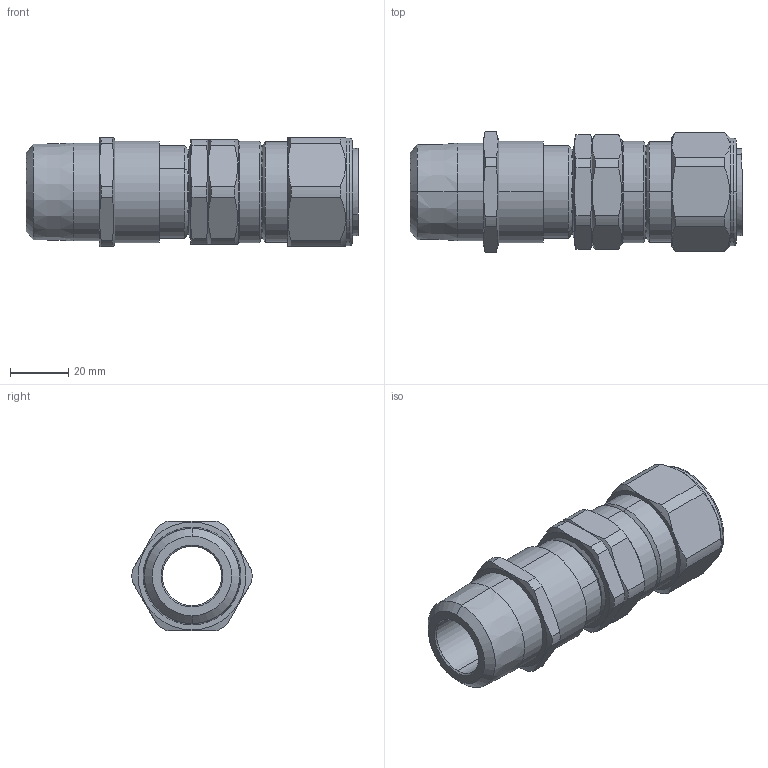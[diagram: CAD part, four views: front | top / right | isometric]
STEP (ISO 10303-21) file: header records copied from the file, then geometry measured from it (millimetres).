
FILE_DESCRIPTION (( 'STEP AP203' ), '1' );
FILE_NAME ('25E%1RA033.STEP', '2021-04-21T10:29:19', ( '' ), ( '' ), 'SwSTEP 2.0', 'SolidWorks 2017', '' );
FILE_SCHEMA (( 'CONFIG_CONTROL_DESIGN' ));
Length unit declared in the file: millimetre
Products named in the file (1): 25E%1RA033
Bounding box: 114.3 x 41.34 x 37.6 mm (x, y, z)
Volume: 60481.1 mm3; surface area: 24192.9 mm2
Topology: 1 solids, 1 shells, 133 faces, 318 edges, 196 vertices
Faces by surface type: cone 48, cylinder 44, plane 35, torus 6
Entity records: 4297 total; most frequent: CARTESIAN_POINT 1164, DIRECTION 654, ORIENTED_EDGE 636, EDGE_CURVE 318, AXIS2_PLACEMENT_3D 278, VERTEX_POINT 196, EDGE_LOOP 144, CIRCLE 144
